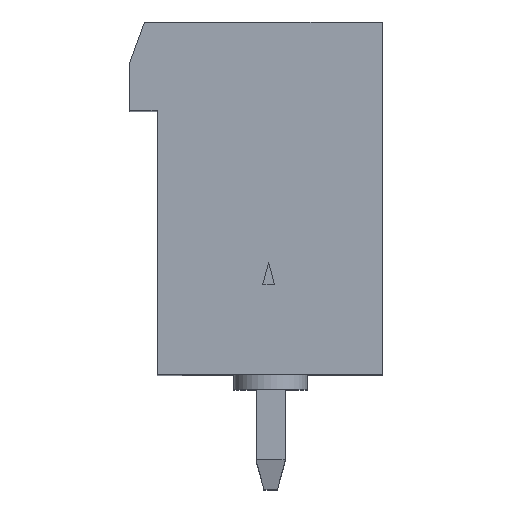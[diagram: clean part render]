
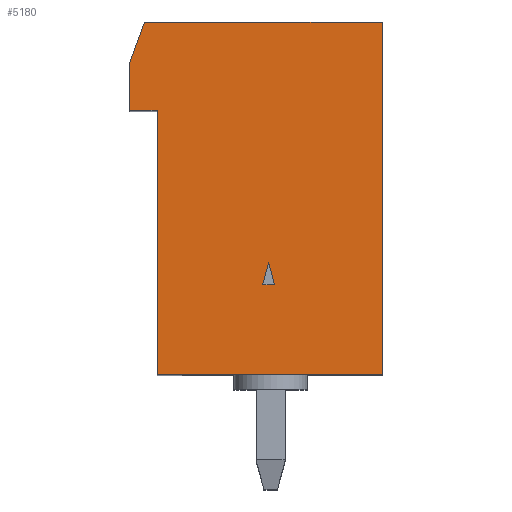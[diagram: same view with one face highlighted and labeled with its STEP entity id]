
A CAD part, top view. The second image highlights one B-rep face of the part: STEP entity #5180.
In plain terms, the highlighted planar face has unit normal (0, 0, 1).
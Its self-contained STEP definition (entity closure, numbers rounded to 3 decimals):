
#2360=CARTESIAN_POINT('',(47.253,46.373,
   7.62));
#2370=VERTEX_POINT('',#2360);
#2400=CARTESIAN_POINT('',(0.,46.373,
   7.62));
#2410=DIRECTION('',(1.,0.,
   0.));
#2420=VECTOR('',#2410,1.);
#2430=LINE('',#2400,#2420);
#2440=CARTESIAN_POINT('',(45.627,46.373,
   7.62));
#2450=VERTEX_POINT('',#2440);
#2460=EDGE_CURVE('',#2450,#2370,#2430,.T.);
#2690=CARTESIAN_POINT('',(0.,52.475,
   7.62));
#2700=DIRECTION('',(-0.966,0.259,
   0.));
#2710=VECTOR('',#2700,1.);
#2720=LINE('',#2690,#2710);
#2730=CARTESIAN_POINT('',(40.427,41.643,
   7.62));
#2740=VERTEX_POINT('',#2730);
#2750=CARTESIAN_POINT('',(39.677,41.844,
   7.62));
#2760=VERTEX_POINT('',#2750);
#2770=EDGE_CURVE('',#2740,#2760,#2720,.T.);
#3160=CARTESIAN_POINT('',(39.677,0.,
   7.62));
#3170=DIRECTION('',(0.,-1.,
   0.));
#3180=VECTOR('',#3170,1.);
#3190=LINE('',#3160,#3180);
#3200=CARTESIAN_POINT('',(39.677,41.442,
   7.62));
#3210=VERTEX_POINT('',#3200);
#3220=EDGE_CURVE('',#2760,#3210,#3190,.T.);
#3540=CARTESIAN_POINT('',(0.,30.81,
   7.62));
#3550=DIRECTION('',(0.966,0.259,
   0.));
#3560=VECTOR('',#3550,1.);
#3570=LINE('',#3540,#3560);
#3580=EDGE_CURVE('',#3210,#2740,#3570,.T.);
#4590=CARTESIAN_POINT('',(46.923,38.338,
   7.62));
#4600=DIRECTION('',(0.,0.,
   1.));
#4610=DIRECTION('',(1.,0.,
   0.));
#4620=AXIS2_PLACEMENT_3D('',#4590,#4600,#4610);
#4630=PLANE('',#4620);
#4640=CARTESIAN_POINT('',(0.,37.773,
   7.62));
#4650=DIRECTION('',(-1.,0.,
   0.));
#4660=VECTOR('',#4650,1.);
#4670=LINE('',#4640,#4660);
#4680=CARTESIAN_POINT('',(48.627,37.773,
   7.62));
#4690=VERTEX_POINT('',#4680);
#4700=CARTESIAN_POINT('',(36.627,37.773,
   7.62));
#4710=VERTEX_POINT('',#4700);
#4720=EDGE_CURVE('',#4690,#4710,#4670,.T.);
#4730=ORIENTED_EDGE('',*,*,#4720,.F.);
#4740=CARTESIAN_POINT('',(36.627,0.,
   7.62));
#4750=DIRECTION('',(0.,-1.,
   0.));
#4760=VECTOR('',#4750,1.);
#4770=LINE('',#4740,#4760);
#4780=CARTESIAN_POINT('',(36.627,45.443,
   7.62));
#4790=VERTEX_POINT('',#4780);
#4800=EDGE_CURVE('',#4790,#4710,#4770,.T.);
#4810=ORIENTED_EDGE('',*,*,#4800,.T.);
#4820=CARTESIAN_POINT('',(0.,45.443,
   7.62));
#4830=DIRECTION('',(-1.,0.,
   0.));
#4840=VECTOR('',#4830,1.);
#4850=LINE('',#4820,#4840);
#4860=CARTESIAN_POINT('',(45.627,45.443,
   7.62));
#4870=VERTEX_POINT('',#4860);
#4880=EDGE_CURVE('',#4870,#4790,#4850,.T.);
#4890=ORIENTED_EDGE('',*,*,#4880,.T.);
#4900=CARTESIAN_POINT('',(45.627,0.,
   7.62));
#4910=DIRECTION('',(0.,1.,
   0.));
#4920=VECTOR('',#4910,1.);
#4930=LINE('',#4900,#4920);
#4940=EDGE_CURVE('',#4870,#2450,#4930,.T.);
#4950=ORIENTED_EDGE('',*,*,#4940,.F.);
#4960=ORIENTED_EDGE('',*,*,#2460,.F.);
#4970=CARTESIAN_POINT('',(0.,63.571,
   7.62));
#4980=DIRECTION('',(0.94,-0.342,
   0.));
#4990=VECTOR('',#4980,1.);
#5000=LINE('',#4970,#4990);
#5010=CARTESIAN_POINT('',(48.627,45.873,
   7.62));
#5020=VERTEX_POINT('',#5010);
#5030=EDGE_CURVE('',#2370,#5020,#5000,.T.);
#5040=ORIENTED_EDGE('',*,*,#5030,.F.);
#5050=CARTESIAN_POINT('',(48.627,0.,
   7.62));
#5060=DIRECTION('',(0.,1.,
   0.));
#5070=VECTOR('',#5060,1.);
#5080=LINE('',#5050,#5070);
#5090=EDGE_CURVE('',#4690,#5020,#5080,.T.);
#5100=ORIENTED_EDGE('',*,*,#5090,.T.);
#5110=EDGE_LOOP('',(#5100,#5040,#4960,#4950,#4890,#4810,#4730));
#5120=FACE_OUTER_BOUND('',#5110,.T.);
#5130=ORIENTED_EDGE('',*,*,#3220,.F.);
#5140=ORIENTED_EDGE('',*,*,#3580,.F.);
#5150=ORIENTED_EDGE('',*,*,#2770,.F.);
#5160=EDGE_LOOP('',(#5150,#5140,#5130));
#5170=FACE_BOUND('',#5160,.T.);
#5180=ADVANCED_FACE('',(#5120,#5170),#4630,.T.);
